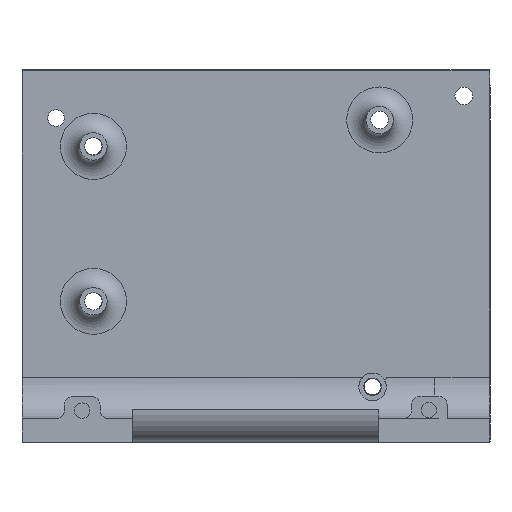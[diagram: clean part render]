
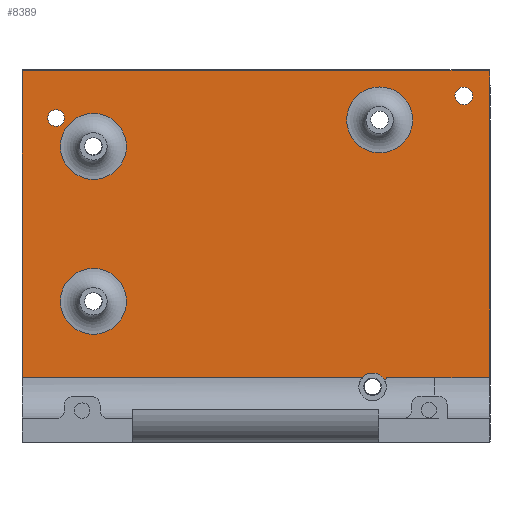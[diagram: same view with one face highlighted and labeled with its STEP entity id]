
A CAD part, left-side view. The second image highlights one B-rep face of the part: STEP entity #8389.
In plain terms, the highlighted planar face has unit normal (-1, 0, 0).
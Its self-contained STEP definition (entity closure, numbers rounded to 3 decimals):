
#244=FACE_BOUND('',#1353,.T.);
#245=FACE_BOUND('',#1354,.T.);
#246=FACE_BOUND('',#1355,.T.);
#247=FACE_BOUND('',#1356,.T.);
#248=FACE_BOUND('',#1357,.T.);
#850=FACE_OUTER_BOUND('',#1352,.T.);
#1352=EDGE_LOOP('',(#5872,#5873,#5874,#5875,#5876,#5877,#5878,#5879,#5880,
#5881,#5882,#5883,#5884,#5885,#5886));
#1353=EDGE_LOOP('',(#5887));
#1354=EDGE_LOOP('',(#5888));
#1355=EDGE_LOOP('',(#5889));
#1356=EDGE_LOOP('',(#5890));
#1357=EDGE_LOOP('',(#5891));
#1897=CIRCLE('',#8915,6.);
#1899=CIRCLE('',#8918,2.5);
#1900=CIRCLE('',#8919,1.6);
#1901=CIRCLE('',#8920,6.);
#1902=CIRCLE('',#8921,1.5);
#1903=CIRCLE('',#8922,1.6);
#1904=CIRCLE('',#8923,6.);
#2067=LINE('',#11032,#2700);
#2171=LINE('',#12271,#2804);
#2172=LINE('',#12273,#2805);
#2173=LINE('',#12275,#2806);
#2174=LINE('',#12277,#2807);
#2175=LINE('',#12278,#2808);
#2176=LINE('',#12280,#2809);
#2177=LINE('',#12282,#2810);
#2178=LINE('',#12284,#2811);
#2179=LINE('',#12286,#2812);
#2180=LINE('',#12288,#2813);
#2181=LINE('',#12290,#2814);
#2182=LINE('',#12291,#2815);
#2700=VECTOR('',#9386,10.);
#2804=VECTOR('',#9586,10.);
#2805=VECTOR('',#9587,10.);
#2806=VECTOR('',#9588,10.);
#2807=VECTOR('',#9589,10.);
#2808=VECTOR('',#9590,10.);
#2809=VECTOR('',#9591,10.);
#2810=VECTOR('',#9592,10.);
#2811=VECTOR('',#9593,10.);
#2812=VECTOR('',#9594,10.);
#2813=VECTOR('',#9595,10.);
#2814=VECTOR('',#9596,10.);
#2815=VECTOR('',#9597,10.);
#3336=VERTEX_POINT('',#11029);
#3337=VERTEX_POINT('',#11031);
#3650=VERTEX_POINT('',#12260);
#3651=VERTEX_POINT('',#12265);
#3652=VERTEX_POINT('',#12266);
#3653=VERTEX_POINT('',#12268);
#3654=VERTEX_POINT('',#12270);
#3655=VERTEX_POINT('',#12272);
#3656=VERTEX_POINT('',#12274);
#3657=VERTEX_POINT('',#12276);
#3658=VERTEX_POINT('',#12279);
#3659=VERTEX_POINT('',#12281);
#3660=VERTEX_POINT('',#12283);
#3661=VERTEX_POINT('',#12285);
#3662=VERTEX_POINT('',#12287);
#3663=VERTEX_POINT('',#12289);
#3664=VERTEX_POINT('',#12292);
#3665=VERTEX_POINT('',#12294);
#3666=VERTEX_POINT('',#12296);
#3667=VERTEX_POINT('',#12298);
#4214=EDGE_CURVE('',#3337,#3336,#2067,.T.);
#4533=EDGE_CURVE('',#3650,#3650,#1897,.T.);
#4535=EDGE_CURVE('',#3651,#3652,#1899,.T.);
#4536=EDGE_CURVE('',#3652,#3653,#1900,.T.);
#4537=EDGE_CURVE('',#3653,#3654,#2171,.T.);
#4538=EDGE_CURVE('',#3654,#3655,#2172,.T.);
#4539=EDGE_CURVE('',#3655,#3656,#2173,.T.);
#4540=EDGE_CURVE('',#3656,#3657,#2174,.T.);
#4541=EDGE_CURVE('',#3657,#3337,#2175,.T.);
#4542=EDGE_CURVE('',#3658,#3336,#2176,.F.);
#4543=EDGE_CURVE('',#3659,#3658,#2177,.T.);
#4544=EDGE_CURVE('',#3660,#3659,#2178,.F.);
#4545=EDGE_CURVE('',#3661,#3660,#2179,.T.);
#4546=EDGE_CURVE('',#3662,#3661,#2180,.F.);
#4547=EDGE_CURVE('',#3662,#3663,#2181,.T.);
#4548=EDGE_CURVE('',#3663,#3651,#2182,.T.);
#4549=EDGE_CURVE('',#3664,#3664,#1901,.T.);
#4550=EDGE_CURVE('',#3665,#3665,#1902,.F.);
#4551=EDGE_CURVE('',#3666,#3666,#1903,.T.);
#4552=EDGE_CURVE('',#3667,#3667,#1904,.T.);
#5872=ORIENTED_EDGE('',*,*,#4535,.T.);
#5873=ORIENTED_EDGE('',*,*,#4536,.T.);
#5874=ORIENTED_EDGE('',*,*,#4537,.T.);
#5875=ORIENTED_EDGE('',*,*,#4538,.T.);
#5876=ORIENTED_EDGE('',*,*,#4539,.T.);
#5877=ORIENTED_EDGE('',*,*,#4540,.T.);
#5878=ORIENTED_EDGE('',*,*,#4541,.T.);
#5879=ORIENTED_EDGE('',*,*,#4214,.T.);
#5880=ORIENTED_EDGE('',*,*,#4542,.F.);
#5881=ORIENTED_EDGE('',*,*,#4543,.F.);
#5882=ORIENTED_EDGE('',*,*,#4544,.F.);
#5883=ORIENTED_EDGE('',*,*,#4545,.F.);
#5884=ORIENTED_EDGE('',*,*,#4546,.F.);
#5885=ORIENTED_EDGE('',*,*,#4547,.T.);
#5886=ORIENTED_EDGE('',*,*,#4548,.T.);
#5887=ORIENTED_EDGE('',*,*,#4549,.F.);
#5888=ORIENTED_EDGE('',*,*,#4550,.F.);
#5889=ORIENTED_EDGE('',*,*,#4551,.T.);
#5890=ORIENTED_EDGE('',*,*,#4552,.F.);
#5891=ORIENTED_EDGE('',*,*,#4533,.F.);
#8198=PLANE('',#8917);
#8389=ADVANCED_FACE('',(#850,#244,#245,#246,#247,#248),#8198,.T.);
#8915=AXIS2_PLACEMENT_3D('',#12262,#9576,#9577);
#8917=AXIS2_PLACEMENT_3D('',#12264,#9580,#9581);
#8918=AXIS2_PLACEMENT_3D('',#12267,#9582,#9583);
#8919=AXIS2_PLACEMENT_3D('',#12269,#9584,#9585);
#8920=AXIS2_PLACEMENT_3D('',#12293,#9598,#9599);
#8921=AXIS2_PLACEMENT_3D('',#12295,#9600,#9601);
#8922=AXIS2_PLACEMENT_3D('',#12297,#9602,#9603);
#8923=AXIS2_PLACEMENT_3D('',#12299,#9604,#9605);
#9386=DIRECTION('',(0.,0.,1.));
#9576=DIRECTION('center_axis',(-1.,0.,0.));
#9577=DIRECTION('ref_axis',(0.,0.,
1.));
#9580=DIRECTION('center_axis',(-1.,0.,0.));
#9581=DIRECTION('ref_axis',(0.,0.,1.));
#9582=DIRECTION('center_axis',(1.,0.,0.));
#9583=DIRECTION('ref_axis',(0.,0.,1.));
#9584=DIRECTION('center_axis',(-1.,0.,0.));
#9585=DIRECTION('ref_axis',(0.,0.,
1.));
#9586=DIRECTION('',(0.,-1.,0.));
#9587=DIRECTION('',(0.,0.,1.));
#9588=DIRECTION('',(0.,-1.,0.));
#9589=DIRECTION('',(0.,0.,-1.));
#9590=DIRECTION('',(0.,-1.,0.));
#9591=DIRECTION('',(0.,1.,0.));
#9592=DIRECTION('',(0.,0.,-1.));
#9593=DIRECTION('',(0.,1.,0.));
#9594=DIRECTION('',(0.,0.,1.));
#9595=DIRECTION('',(0.,1.,0.));
#9596=DIRECTION('',(0.,0.,-1.));
#9597=DIRECTION('',(0.,-1.,0.));
#9598=DIRECTION('center_axis',(-1.,0.,0.));
#9599=DIRECTION('ref_axis',(0.,0.,
1.));
#9600=DIRECTION('center_axis',(1.,0.,0.));
#9601=DIRECTION('ref_axis',(0.,0.,
-1.));
#9602=DIRECTION('center_axis',(1.,0.,0.));
#9603=DIRECTION('ref_axis',(0.,0.,1.));
#9604=DIRECTION('center_axis',(-1.,0.,0.));
#9605=DIRECTION('ref_axis',(0.,0.,
1.));
#11029=CARTESIAN_POINT('',(0.67,0.,-71.605));
#11031=CARTESIAN_POINT('',(0.67,0.,-127.589));
#11032=CARTESIAN_POINT('',(0.67,0.,-104.056));
#12260=CARTESIAN_POINT('',(0.67,72.127,-104.873));
#12262=CARTESIAN_POINT('Origin',(0.67,72.127,-110.873));
#12264=CARTESIAN_POINT('Origin',(0.67,80.616,-76.858));
#12265=CARTESIAN_POINT('',(0.67,23.204,-124.748));
#12266=CARTESIAN_POINT('',(0.67,19.136,-125.283));
#12267=CARTESIAN_POINT('Origin',(0.67,21.356,-126.432));
#12268=CARTESIAN_POINT('',(0.67,18.813,-124.748));
#12269=CARTESIAN_POINT('Origin',(0.67,20.317,-124.203));
#12270=CARTESIAN_POINT('',(0.67,10.051,-124.748));
#12271=CARTESIAN_POINT('',(0.67,-1.52,-124.748));
#12272=CARTESIAN_POINT('',(0.67,10.051,-124.736));
#12273=CARTESIAN_POINT('',(0.67,10.051,-89.742));
#12274=CARTESIAN_POINT('',(0.67,0.067,-124.736));
#12275=CARTESIAN_POINT('',(0.67,8.613,-124.736));
#12276=CARTESIAN_POINT('',(0.67,0.067,-127.589));
#12277=CARTESIAN_POINT('',(0.67,0.067,-72.855));
#12278=CARTESIAN_POINT('',(0.67,-1.439,-127.589));
#12279=CARTESIAN_POINT('',(0.67,0.067,-71.605));
#12280=CARTESIAN_POINT('',(0.67,27.107,-71.605));
#12281=CARTESIAN_POINT('',(0.67,0.067,-68.752));
#12282=CARTESIAN_POINT('',(0.67,0.067,-68.752));
#12283=CARTESIAN_POINT('',(0.67,10.051,-68.752));
#12284=CARTESIAN_POINT('',(0.67,37.158,-68.752));
#12285=CARTESIAN_POINT('',(0.67,10.051,-68.764));
#12286=CARTESIAN_POINT('',(0.67,10.051,-89.736));
#12287=CARTESIAN_POINT('',(0.67,85.116,-68.764));
#12288=CARTESIAN_POINT('',(0.67,27.025,-68.764));
#12289=CARTESIAN_POINT('',(0.67,85.116,-124.748));
#12290=CARTESIAN_POINT('',(0.67,85.116,-113.69));
#12291=CARTESIAN_POINT('',(0.67,-1.52,-124.748));
#12292=CARTESIAN_POINT('',(0.67,72.127,-76.703));
#12293=CARTESIAN_POINT('Origin',(0.67,72.127,-82.703));
#12294=CARTESIAN_POINT('',(0.67,78.912,-76.041));
#12295=CARTESIAN_POINT('Origin',(0.67,78.912,-77.541));
#12296=CARTESIAN_POINT('',(0.67,4.767,-75.113));
#12297=CARTESIAN_POINT('Origin',(0.67,4.767,-73.513));
#12298=CARTESIAN_POINT('',(0.67,20.067,-71.883));
#12299=CARTESIAN_POINT('Origin',(0.67,20.067,-77.883));
